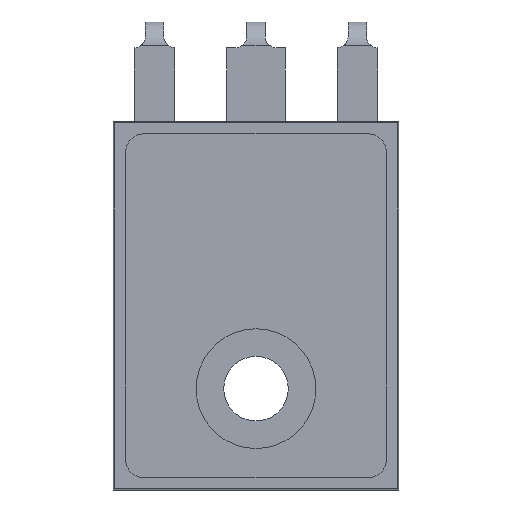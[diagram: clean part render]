
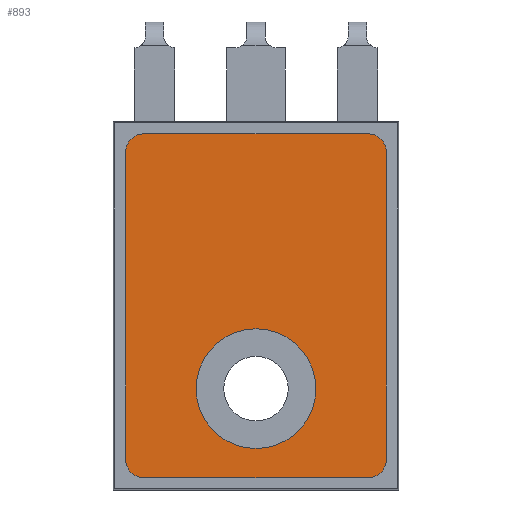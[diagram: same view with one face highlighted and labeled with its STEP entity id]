
A CAD part, front view. The second image highlights one B-rep face of the part: STEP entity #893.
In plain terms, the highlighted planar face has unit normal (0, -1, 0).
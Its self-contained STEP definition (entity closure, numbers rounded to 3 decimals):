
#60 = AXIS2_PLACEMENT_3D ( 'NONE', #861, #828, #176 ) ;
#88 = EDGE_CURVE ( 'NONE', #1917, #1560, #1188, .T. ) ;
#94 = DIRECTION ( 'NONE',  ( 0., 0., -1. ) ) ;
#129 = CARTESIAN_POINT ( 'NONE',  ( 7.08, -2., 12.83 ) ) ;
#143 = EDGE_CURVE ( 'NONE', #1061, #1950, #2868, .T. ) ;
#176 = DIRECTION ( 'NONE',  ( 0., 0., -1. ) ) ;
#204 = CARTESIAN_POINT ( 'NONE',  ( 6.08, -2., 13.83 ) ) ;
#229 = FACE_OUTER_BOUND ( 'NONE', #2722, .T. ) ;
#270 = CARTESIAN_POINT ( 'NONE',  ( 6.08, -2., -3.83 ) ) ;
#290 = CARTESIAN_POINT ( 'NONE',  ( 6.08, -2., -4.83 ) ) ;
#356 = CIRCLE ( 'NONE', #60, 3.25 ) ;
#396 = ORIENTED_EDGE ( 'NONE', *, *, #2272, .T. ) ;
#436 = CARTESIAN_POINT ( 'NONE',  ( -6.08, -2., 13.83 ) ) ;
#455 = DIRECTION ( 'NONE',  ( 0., 0., -1. ) ) ;
#460 = EDGE_CURVE ( 'NONE', #2019, #1061, #2073, .T. ) ;
#527 = AXIS2_PLACEMENT_3D ( 'NONE', #2273, #1622, #455 ) ;
#630 = DIRECTION ( 'NONE',  ( 0., 0., 1. ) ) ;
#670 = DIRECTION ( 'NONE',  ( -1., 0., 0. ) ) ;
#676 = CARTESIAN_POINT ( 'NONE',  ( 6.08, -2., 13.83 ) ) ;
#732 = DIRECTION ( 'NONE',  ( 1., 0., 0. ) ) ;
#735 = AXIS2_PLACEMENT_3D ( 'NONE', #2656, #2856, #1490 ) ;
#828 = DIRECTION ( 'NONE',  ( 0., -1., 0. ) ) ;
#861 = CARTESIAN_POINT ( 'NONE',  ( 0., -2., 0. ) ) ;
#874 = EDGE_CURVE ( 'NONE', #1408, #955, #2044, .T. ) ;
#889 = VECTOR ( 'NONE', #630, 1000. ) ;
#893 = ADVANCED_FACE ( 'NONE', ( #2760, #229 ), #1154, .T. ) ;
#912 = ORIENTED_EDGE ( 'NONE', *, *, #874, .F. ) ;
#928 = CIRCLE ( 'NONE', #1506, 1. ) ;
#929 = EDGE_CURVE ( 'NONE', #1560, #964, #928, .T. ) ;
#934 = CARTESIAN_POINT ( 'NONE',  ( 0., -2., 3.25 ) ) ;
#955 = VERTEX_POINT ( 'NONE', #2663 ) ;
#964 = VERTEX_POINT ( 'NONE', #1107 ) ;
#966 = AXIS2_PLACEMENT_3D ( 'NONE', #2084, #2071, #3005 ) ;
#968 = DIRECTION ( 'NONE',  ( 0., -1., 0. ) ) ;
#1026 = ORIENTED_EDGE ( 'NONE', *, *, #2255, .T. ) ;
#1044 = ORIENTED_EDGE ( 'NONE', *, *, #2386, .T. ) ;
#1061 = VERTEX_POINT ( 'NONE', #436 ) ;
#1107 = CARTESIAN_POINT ( 'NONE',  ( 7.08, -2., -3.83 ) ) ;
#1111 = ORIENTED_EDGE ( 'NONE', *, *, #88, .T. ) ;
#1154 = PLANE ( 'NONE',  #966 ) ;
#1188 = LINE ( 'NONE', #2120, #1593 ) ;
#1408 = VERTEX_POINT ( 'NONE', #934 ) ;
#1490 = DIRECTION ( 'NONE',  ( 0., 0., -1. ) ) ;
#1506 = AXIS2_PLACEMENT_3D ( 'NONE', #270, #968, #2171 ) ;
#1509 = EDGE_LOOP ( 'NONE', ( #2216, #912 ) ) ;
#1539 = CARTESIAN_POINT ( 'NONE',  ( -7.08, -2., -3.83 ) ) ;
#1551 = VECTOR ( 'NONE', #670, 1000. ) ;
#1560 = VERTEX_POINT ( 'NONE', #290 ) ;
#1593 = VECTOR ( 'NONE', #732, 1000. ) ;
#1622 = DIRECTION ( 'NONE',  ( 0., -1., 0. ) ) ;
#1685 = CARTESIAN_POINT ( 'NONE',  ( -7.08, -2., 12.83 ) ) ;
#1917 = VERTEX_POINT ( 'NONE', #2269 ) ;
#1950 = VERTEX_POINT ( 'NONE', #2724 ) ;
#2019 = VERTEX_POINT ( 'NONE', #676 ) ;
#2044 = CIRCLE ( 'NONE', #527, 3.25 ) ;
#2058 = AXIS2_PLACEMENT_3D ( 'NONE', #2599, #2274, #2584 ) ;
#2071 = DIRECTION ( 'NONE',  ( 0., -1., 0. ) ) ;
#2073 = LINE ( 'NONE', #204, #1551 ) ;
#2084 = CARTESIAN_POINT ( 'NONE',  ( -6.08, -2., 12.83 ) ) ;
#2101 = VECTOR ( 'NONE', #2199, 1000. ) ;
#2103 = CIRCLE ( 'NONE', #2058, 1. ) ;
#2120 = CARTESIAN_POINT ( 'NONE',  ( -6.08, -2., -4.83 ) ) ;
#2152 = ORIENTED_EDGE ( 'NONE', *, *, #143, .T. ) ;
#2171 = DIRECTION ( 'NONE',  ( 0., 0., -1. ) ) ;
#2178 = AXIS2_PLACEMENT_3D ( 'NONE', #2653, #2639, #94 ) ;
#2199 = DIRECTION ( 'NONE',  ( 0., 0., -1. ) ) ;
#2216 = ORIENTED_EDGE ( 'NONE', *, *, #2367, .F. ) ;
#2255 = EDGE_CURVE ( 'NONE', #2407, #2019, #2984, .T. ) ;
#2269 = CARTESIAN_POINT ( 'NONE',  ( -6.08, -2., -4.83 ) ) ;
#2272 = EDGE_CURVE ( 'NONE', #1950, #2681, #2404, .T. ) ;
#2273 = CARTESIAN_POINT ( 'NONE',  ( 0., -2., 0. ) ) ;
#2274 = DIRECTION ( 'NONE',  ( 0., -1., 0. ) ) ;
#2281 = ORIENTED_EDGE ( 'NONE', *, *, #460, .T. ) ;
#2367 = EDGE_CURVE ( 'NONE', #955, #1408, #356, .T. ) ;
#2382 = ORIENTED_EDGE ( 'NONE', *, *, #2890, .T. ) ;
#2386 = EDGE_CURVE ( 'NONE', #964, #2407, #2719, .T. ) ;
#2404 = LINE ( 'NONE', #1685, #2101 ) ;
#2407 = VERTEX_POINT ( 'NONE', #129 ) ;
#2460 = CARTESIAN_POINT ( 'NONE',  ( 7.08, -2., -3.83 ) ) ;
#2584 = DIRECTION ( 'NONE',  ( 0., 0., -1. ) ) ;
#2599 = CARTESIAN_POINT ( 'NONE',  ( -6.08, -2., -3.83 ) ) ;
#2639 = DIRECTION ( 'NONE',  ( 0., -1., 0. ) ) ;
#2653 = CARTESIAN_POINT ( 'NONE',  ( -6.08, -2., 12.83 ) ) ;
#2656 = CARTESIAN_POINT ( 'NONE',  ( 6.08, -2., 12.83 ) ) ;
#2663 = CARTESIAN_POINT ( 'NONE',  ( 0., -2., -3.25 ) ) ;
#2681 = VERTEX_POINT ( 'NONE', #1539 ) ;
#2719 = LINE ( 'NONE', #2460, #889 ) ;
#2722 = EDGE_LOOP ( 'NONE', ( #2152, #396, #2382, #1111, #2957, #1044, #1026, #2281 ) ) ;
#2724 = CARTESIAN_POINT ( 'NONE',  ( -7.08, -2., 12.83 ) ) ;
#2760 = FACE_BOUND ( 'NONE', #1509, .T. ) ;
#2856 = DIRECTION ( 'NONE',  ( 0., -1., 0. ) ) ;
#2868 = CIRCLE ( 'NONE', #2178, 1. ) ;
#2890 = EDGE_CURVE ( 'NONE', #2681, #1917, #2103, .T. ) ;
#2957 = ORIENTED_EDGE ( 'NONE', *, *, #929, .T. ) ;
#2984 = CIRCLE ( 'NONE', #735, 1. ) ;
#3005 = DIRECTION ( 'NONE',  ( 0., 0., -1. ) ) ;
